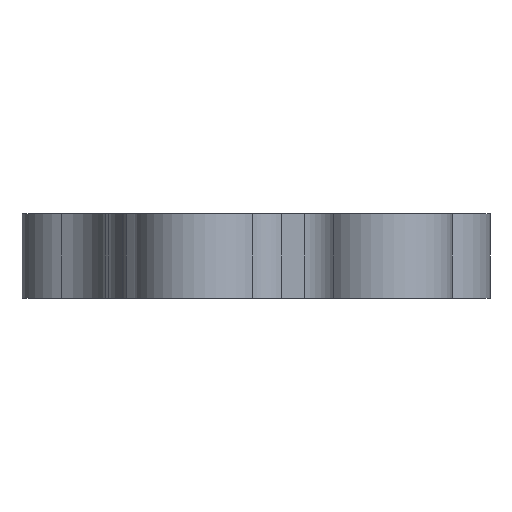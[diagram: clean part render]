
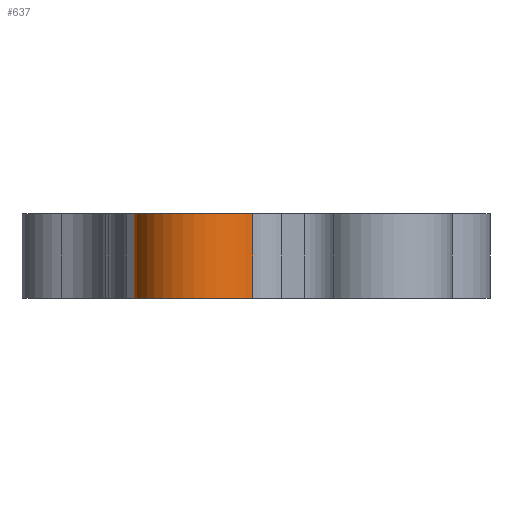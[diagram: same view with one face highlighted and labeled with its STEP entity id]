
A CAD part, left-side view. The second image highlights one B-rep face of the part: STEP entity #637.
In plain terms, the highlighted cylindrical face has radius 9 mm (diameter 18 mm), a partial arc.
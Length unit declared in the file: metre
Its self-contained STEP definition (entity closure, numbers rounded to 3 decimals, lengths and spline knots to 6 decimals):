
#28=LINE('',#1015,#69);
#29=LINE('',#1021,#70);
#69=VECTOR('',#800,1.);
#70=VECTOR('',#807,1.);
#123=ORIENTED_EDGE('',*,*,#305,.T.);
#124=ORIENTED_EDGE('',*,*,#306,.F.);
#125=ORIENTED_EDGE('',*,*,#307,.F.);
#126=ORIENTED_EDGE('',*,*,#303,.T.);
#303=EDGE_CURVE('',#393,#392,#28,.T.);
#305=EDGE_CURVE('',#392,#394,#456,.T.);
#306=EDGE_CURVE('',#395,#394,#29,.T.);
#307=EDGE_CURVE('',#393,#395,#457,.T.);
#392=VERTEX_POINT('',#1014);
#393=VERTEX_POINT('',#1016);
#394=VERTEX_POINT('',#1020);
#395=VERTEX_POINT('',#1022);
#456=CIRCLE('',#694,0.009);
#457=CIRCLE('',#695,0.009);
#505=EDGE_LOOP('',(#123,#124,#125,#126));
#558=FACE_BOUND('',#505,.T.);
#610=CYLINDRICAL_SURFACE('',#693,0.009);
#637=ADVANCED_FACE('',(#558),#610,.T.);
#693=AXIS2_PLACEMENT_3D('',#1018,#803,#804);
#694=AXIS2_PLACEMENT_3D('',#1019,#805,#806);
#695=AXIS2_PLACEMENT_3D('',#1023,#808,#809);
#800=DIRECTION('',(0.,0.,-1.));
#803=DIRECTION('',(0.,0.,-1.));
#804=DIRECTION('',(-1.,0.,0.));
#805=DIRECTION('',(0.,0.,1.));
#806=DIRECTION('',(1.,0.,0.));
#807=DIRECTION('',(0.,0.,-1.));
#808=DIRECTION('',(0.,0.,1.));
#809=DIRECTION('',(1.,0.,0.));
#1014=CARTESIAN_POINT('',(-0.029239,0.045704,0.));
#1015=CARTESIAN_POINT('',(-0.029239,0.045704,0.01143));
#1016=CARTESIAN_POINT('',(-0.029239,0.045704,0.01143));
#1018=CARTESIAN_POINT('',(-0.031088,0.036896,0.01143));
#1019=CARTESIAN_POINT('',(-0.031088,0.036896,0.));
#1020=CARTESIAN_POINT('',(-0.036736,0.029889,0.));
#1021=CARTESIAN_POINT('',(-0.036736,0.029889,0.01143));
#1022=CARTESIAN_POINT('',(-0.036736,0.029889,0.01143));
#1023=CARTESIAN_POINT('',(-0.031088,0.036896,0.01143));
